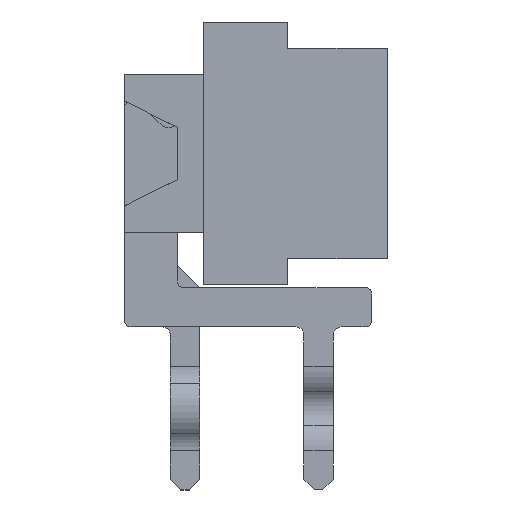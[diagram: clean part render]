
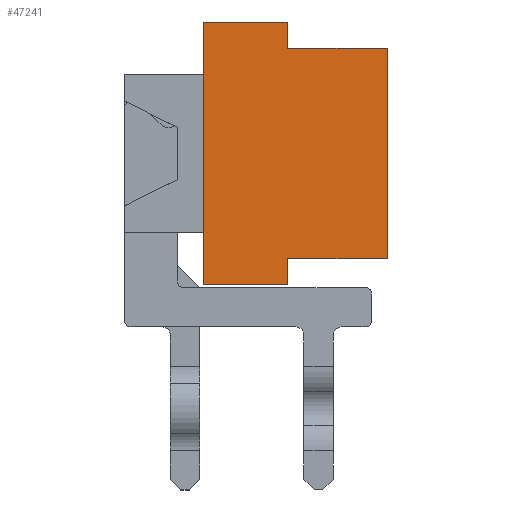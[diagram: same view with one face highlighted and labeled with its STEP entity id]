
A CAD part, front view. The second image highlights one B-rep face of the part: STEP entity #47241.
In plain terms, the highlighted face is planar.
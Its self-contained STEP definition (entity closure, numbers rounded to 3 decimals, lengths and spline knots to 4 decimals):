
#1477=PLANE('',#51285);
#4804=LINE('',#73644,#10323);
#4891=LINE('',#73810,#10410);
#4899=LINE('',#73824,#10418);
#6662=LINE('',#77400,#12181);
#6667=LINE('',#77410,#12186);
#6671=LINE('',#77418,#12190);
#6672=LINE('',#77420,#12191);
#6673=LINE('',#77422,#12192);
#10323=VECTOR('',#60477,1000.);
#10410=VECTOR('',#60600,1000.);
#10418=VECTOR('',#60610,1000.);
#12181=VECTOR('',#63555,1000.);
#12186=VECTOR('',#63564,1000.);
#12190=VECTOR('',#63572,1000.);
#12191=VECTOR('',#63573,1000.);
#12192=VECTOR('',#63574,1000.);
#24542=ORIENTED_EDGE('',*,*,#32929,.T.);
#24543=ORIENTED_EDGE('',*,*,#32930,.F.);
#24544=ORIENTED_EDGE('',*,*,#32931,.F.);
#24545=ORIENTED_EDGE('',*,*,#31060,.F.);
#24546=ORIENTED_EDGE('',*,*,#31155,.F.);
#24547=ORIENTED_EDGE('',*,*,#31147,.T.);
#24548=ORIENTED_EDGE('',*,*,#32920,.F.);
#24549=ORIENTED_EDGE('',*,*,#32925,.T.);
#31060=EDGE_CURVE('',#36491,#36492,#4804,.T.);
#31147=EDGE_CURVE('',#36551,#36552,#4891,.T.);
#31155=EDGE_CURVE('',#36551,#36491,#4899,.T.);
#32920=EDGE_CURVE('',#37779,#36552,#6662,.T.);
#32925=EDGE_CURVE('',#37779,#37782,#6667,.T.);
#32929=EDGE_CURVE('',#37782,#37785,#6671,.T.);
#32930=EDGE_CURVE('',#37786,#37785,#6672,.T.);
#32931=EDGE_CURVE('',#36492,#37786,#6673,.T.);
#36491=VERTEX_POINT('',#73643);
#36492=VERTEX_POINT('',#73645);
#36551=VERTEX_POINT('',#73806);
#36552=VERTEX_POINT('',#73809);
#37779=VERTEX_POINT('',#77399);
#37782=VERTEX_POINT('',#77409);
#37785=VERTEX_POINT('',#77419);
#37786=VERTEX_POINT('',#77421);
#41586=EDGE_LOOP('',(#24542,#24543,#24544,#24545,#24546,#24547,#24548,#24549));
#44065=FACE_BOUND('',#41586,.T.);
#47241=ADVANCED_FACE('',(#44065),#1477,.F.);
#51285=AXIS2_PLACEMENT_3D('',#77417,#63570,#63571);
#60477=DIRECTION('',(0.,0.,-1.));
#60600=DIRECTION('',(0.,0.,-1.));
#60610=DIRECTION('',(0.,1.,0.));
#63555=DIRECTION('',(0.,1.,0.));
#63564=DIRECTION('',(0.,0.,-1.));
#63570=DIRECTION('',(-1.,0.,0.));
#63571=DIRECTION('',(0.,0.,1.));
#63572=DIRECTION('',(0.,1.,0.));
#63573=DIRECTION('',(0.,0.,-1.));
#63574=DIRECTION('',(0.,1.,0.));
#73643=CARTESIAN_POINT('',(18.81,2.,3.5));
#73644=CARTESIAN_POINT('',(18.81,2.,3.5));
#73645=CARTESIAN_POINT('',(18.81,2.,1.6));
#73806=CARTESIAN_POINT('',(18.81,-2.,3.5));
#73809=CARTESIAN_POINT('',(18.81,-2.,1.6));
#73810=CARTESIAN_POINT('',(18.81,-2.,3.5));
#73824=CARTESIAN_POINT('',(18.81,-2.,3.5));
#77399=CARTESIAN_POINT('',(18.81,-2.5,1.6));
#77400=CARTESIAN_POINT('',(18.81,-2.5,1.6));
#77409=CARTESIAN_POINT('',(18.81,-2.5,0.));
#77410=CARTESIAN_POINT('',(18.81,-2.5,1.6));
#77417=CARTESIAN_POINT('',(18.81,-2.5,1.6));
#77418=CARTESIAN_POINT('',(18.81,-2.5,0.));
#77419=CARTESIAN_POINT('',(18.81,2.5,0.));
#77420=CARTESIAN_POINT('',(18.81,2.5,1.6));
#77421=CARTESIAN_POINT('',(18.81,2.5,1.6));
#77422=CARTESIAN_POINT('',(18.81,-2.5,1.6));
